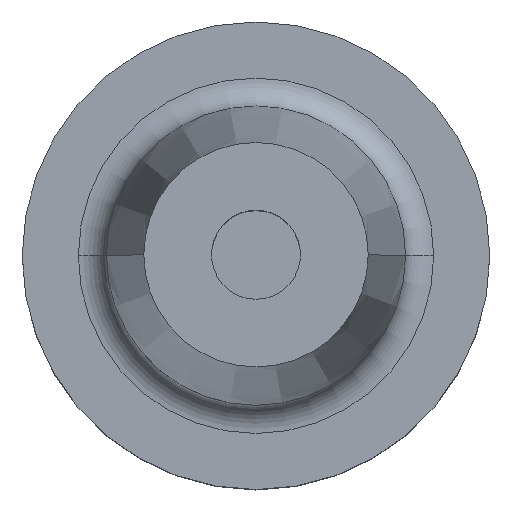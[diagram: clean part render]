
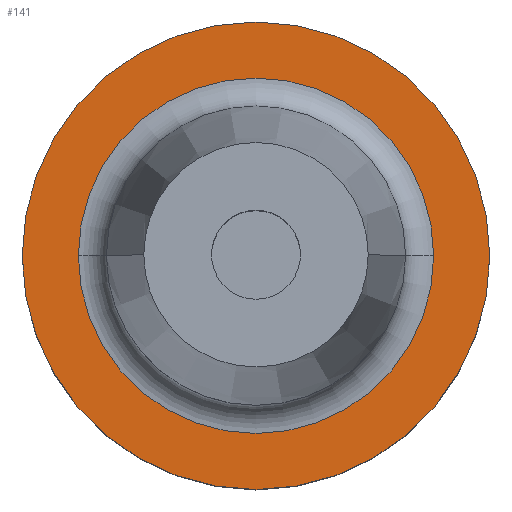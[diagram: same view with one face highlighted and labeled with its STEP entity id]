
A CAD part, top view. The second image highlights one B-rep face of the part: STEP entity #141.
In plain terms, the highlighted planar face has unit normal (0, 0, 1).
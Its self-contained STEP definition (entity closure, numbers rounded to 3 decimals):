
#27 = ORIENTED_EDGE ( 'NONE', *, *, #1189, .T. ) ;
#33 = DIRECTION ( 'NONE',  ( 0., 0., 1. ) ) ;
#59 = DIRECTION ( 'NONE',  ( 1., 0., 0. ) ) ;
#89 = ORIENTED_EDGE ( 'NONE', *, *, #393, .T. ) ;
#93 = DIRECTION ( 'NONE',  ( 0., 0., 1. ) ) ;
#127 = DIRECTION ( 'NONE',  ( -1., 0., 0. ) ) ;
#138 = EDGE_LOOP ( 'NONE', ( #945, #643 ) ) ;
#141 = ADVANCED_FACE ( 'NONE', ( #848, #346 ), #464, .F. ) ;
#154 = AXIS2_PLACEMENT_3D ( 'NONE', #246, #33, #59 ) ;
#177 = VERTEX_POINT ( 'NONE', #354 ) ;
#246 = CARTESIAN_POINT ( 'NONE',  ( 0., 0., 26. ) ) ;
#260 = CARTESIAN_POINT ( 'NONE',  ( -25., 0., 26. ) ) ;
#295 = DIRECTION ( 'NONE',  ( 0., 0., -1. ) ) ;
#313 = VERTEX_POINT ( 'NONE', #260 ) ;
#334 = AXIS2_PLACEMENT_3D ( 'NONE', #858, #295, #127 ) ;
#346 = FACE_OUTER_BOUND ( 'NONE', #467, .T. ) ;
#354 = CARTESIAN_POINT ( 'NONE',  ( 19., 0., 26. ) ) ;
#358 = CARTESIAN_POINT ( 'NONE',  ( 0., 0., 26. ) ) ;
#360 = CIRCLE ( 'NONE', #154, 25. ) ;
#389 = VERTEX_POINT ( 'NONE', #994 ) ;
#393 = EDGE_CURVE ( 'NONE', #313, #389, #360, .T. ) ;
#438 = DIRECTION ( 'NONE',  ( -1., 0., 0. ) ) ;
#439 = DIRECTION ( 'NONE',  ( 0., 0., -1. ) ) ;
#464 = PLANE ( 'NONE',  #1191 ) ;
#467 = EDGE_LOOP ( 'NONE', ( #27, #89 ) ) ;
#484 = CARTESIAN_POINT ( 'NONE',  ( -19., 0., 26. ) ) ;
#521 = CARTESIAN_POINT ( 'NONE',  ( 0., 0., 26. ) ) ;
#546 = DIRECTION ( 'NONE',  ( -1., 0., 0. ) ) ;
#625 = VERTEX_POINT ( 'NONE', #484 ) ;
#640 = CIRCLE ( 'NONE', #1020, 19. ) ;
#643 = ORIENTED_EDGE ( 'NONE', *, *, #799, .T. ) ;
#702 = AXIS2_PLACEMENT_3D ( 'NONE', #521, #93, #720 ) ;
#720 = DIRECTION ( 'NONE',  ( 1., 0., 0. ) ) ;
#750 = CIRCLE ( 'NONE', #702, 25. ) ;
#799 = EDGE_CURVE ( 'NONE', #177, #625, #640, .T. ) ;
#848 = FACE_BOUND ( 'NONE', #138, .T. ) ;
#858 = CARTESIAN_POINT ( 'NONE',  ( 0., 0., 26. ) ) ;
#945 = ORIENTED_EDGE ( 'NONE', *, *, #1131, .T. ) ;
#994 = CARTESIAN_POINT ( 'NONE',  ( 25., 0., 26. ) ) ;
#1020 = AXIS2_PLACEMENT_3D ( 'NONE', #358, #439, #546 ) ;
#1049 = CIRCLE ( 'NONE', #334, 19. ) ;
#1131 = EDGE_CURVE ( 'NONE', #625, #177, #1049, .T. ) ;
#1133 = CARTESIAN_POINT ( 'NONE',  ( 0., 25., 26. ) ) ;
#1189 = EDGE_CURVE ( 'NONE', #389, #313, #750, .T. ) ;
#1191 = AXIS2_PLACEMENT_3D ( 'NONE', #1133, #1214, #438 ) ;
#1214 = DIRECTION ( 'NONE',  ( 0., 0., -1. ) ) ;
